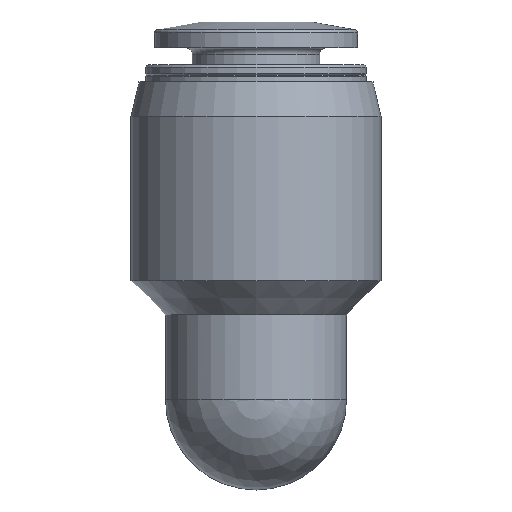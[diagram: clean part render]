
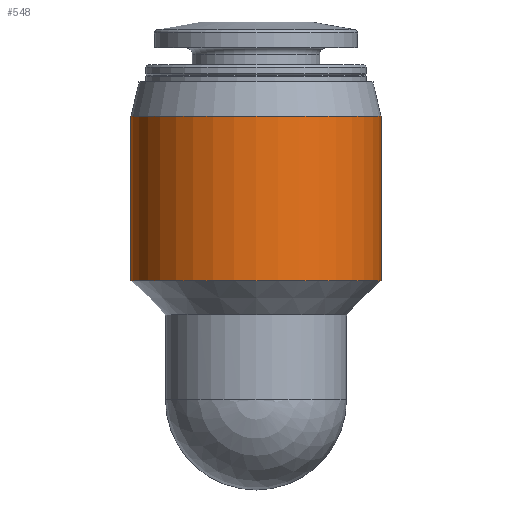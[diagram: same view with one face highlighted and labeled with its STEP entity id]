
A CAD part, left-side view. The second image highlights one B-rep face of the part: STEP entity #548.
In plain terms, the highlighted cylindrical face has radius 7.25 mm (diameter 14.5 mm), a full revolution.
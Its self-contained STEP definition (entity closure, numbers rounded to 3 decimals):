
#55=ORIENTED_EDGE('',*,*,#122,.F.);
#56=ORIENTED_EDGE('',*,*,#120,.T.);
#120=EDGE_CURVE('',#154,#154,#182,.T.);
#122=EDGE_CURVE('',#155,#155,#183,.T.);
#154=VERTEX_POINT('',#794);
#155=VERTEX_POINT('',#804);
#182=CIRCLE('',#592,7.25);
#183=CIRCLE('',#594,7.25);
#213=EDGE_LOOP('',(#55));
#214=EDGE_LOOP('',(#56));
#270=FACE_BOUND('',#213,.T.);
#271=FACE_BOUND('',#214,.T.);
#322=CYLINDRICAL_SURFACE('',#593,7.25);
#548=ADVANCED_FACE('',(#270,#271),#322,.T.);
#592=AXIS2_PLACEMENT_3D('',#793,#670,#671);
#593=AXIS2_PLACEMENT_3D('',#802,#672,#673);
#594=AXIS2_PLACEMENT_3D('',#803,#674,#675);
#670=DIRECTION('',(0.,0.,1.));
#671=DIRECTION('',(1.,0.,0.));
#672=DIRECTION('',(0.,0.,1.));
#673=DIRECTION('',(1.,0.,0.));
#674=DIRECTION('',(0.,0.,1.));
#675=DIRECTION('',(1.,0.,0.));
#793=CARTESIAN_POINT('',(0.,0.,6.9));
#794=CARTESIAN_POINT('',(7.25,0.,6.9));
#802=CARTESIAN_POINT('',(0.,0.,21.9));
#803=CARTESIAN_POINT('',(0.,0.,16.415));
#804=CARTESIAN_POINT('',(7.25,0.,16.415));
